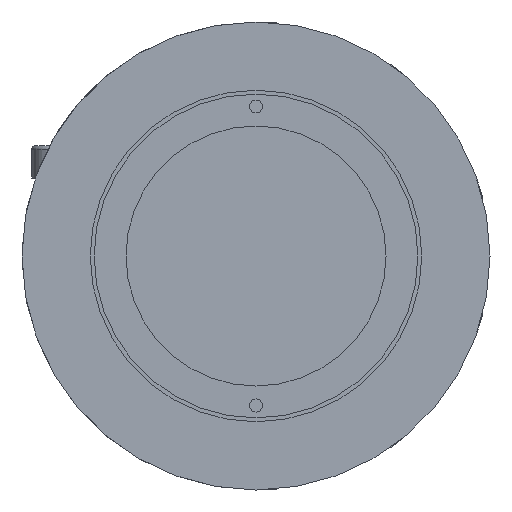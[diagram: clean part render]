
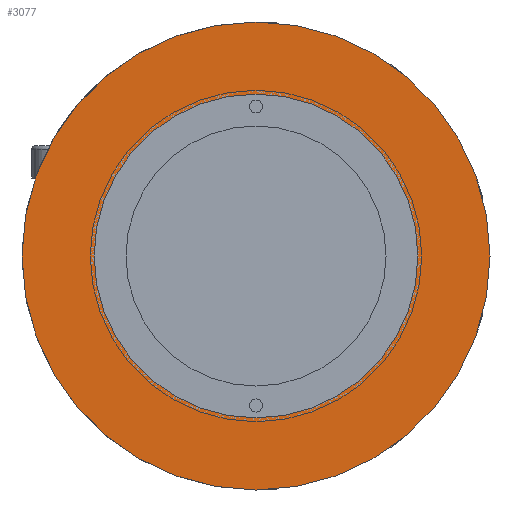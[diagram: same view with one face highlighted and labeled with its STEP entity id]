
A CAD part, left-side view. The second image highlights one B-rep face of the part: STEP entity #3077.
In plain terms, the highlighted planar face has unit normal (-1, 0, 0).
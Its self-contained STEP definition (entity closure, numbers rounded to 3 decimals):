
#134 = AXIS2_PLACEMENT_3D ( 'NONE', #1910, #448, #2152 ) ;
#265 = DIRECTION ( 'NONE',  ( 0., 0., -1. ) ) ;
#306 = EDGE_CURVE ( 'NONE', #2764, #2396, #1174, .T. ) ;
#448 = DIRECTION ( 'NONE',  ( -1., 0., 0. ) ) ;
#510 = CARTESIAN_POINT ( 'NONE',  ( 0., 18., 0. ) ) ;
#599 = FACE_OUTER_BOUND ( 'NONE', #872, .T. ) ;
#797 = AXIS2_PLACEMENT_3D ( 'NONE', #2465, #1033, #2712 ) ;
#832 = ORIENTED_EDGE ( 'NONE', *, *, #306, .T. ) ;
#833 = VERTEX_POINT ( 'NONE', #2112 ) ;
#872 = EDGE_LOOP ( 'NONE', ( #832, #1531 ) ) ;
#883 = CIRCLE ( 'NONE', #134, 18. ) ;
#890 = CARTESIAN_POINT ( 'NONE',  ( 0., 0., -18. ) ) ;
#920 = AXIS2_PLACEMENT_3D ( 'NONE', #1754, #1744, #1707 ) ;
#922 = CARTESIAN_POINT ( 'NONE',  ( 0., 0., 0. ) ) ;
#924 = CARTESIAN_POINT ( 'NONE',  ( 0., 0., -12.45 ) ) ;
#1019 = AXIS2_PLACEMENT_3D ( 'NONE', #510, #1742, #265 ) ;
#1033 = DIRECTION ( 'NONE',  ( -1., 0., 0. ) ) ;
#1166 = DIRECTION ( 'NONE',  ( 0., 0., 1. ) ) ;
#1174 = CIRCLE ( 'NONE', #920, 18. ) ;
#1236 = EDGE_CURVE ( 'NONE', #833, #2362, #1769, .T. ) ;
#1259 = FACE_BOUND ( 'NONE', #1360, .T. ) ;
#1360 = EDGE_LOOP ( 'NONE', ( #3105, #1709 ) ) ;
#1531 = ORIENTED_EDGE ( 'NONE', *, *, #1986, .T. ) ;
#1622 = EDGE_CURVE ( 'NONE', #2362, #833, #2749, .T. ) ;
#1707 = DIRECTION ( 'NONE',  ( 0., 0., 1. ) ) ;
#1709 = ORIENTED_EDGE ( 'NONE', *, *, #1622, .F. ) ;
#1714 = AXIS2_PLACEMENT_3D ( 'NONE', #922, #2607, #1166 ) ;
#1728 = PLANE ( 'NONE',  #1019 ) ;
#1742 = DIRECTION ( 'NONE',  ( 1., 0., 0. ) ) ;
#1744 = DIRECTION ( 'NONE',  ( -1., 0., 0. ) ) ;
#1754 = CARTESIAN_POINT ( 'NONE',  ( 0., 0., 0. ) ) ;
#1769 = CIRCLE ( 'NONE', #1714, 12.45 ) ;
#1910 = CARTESIAN_POINT ( 'NONE',  ( 0., 0., 0. ) ) ;
#1986 = EDGE_CURVE ( 'NONE', #2396, #2764, #883, .T. ) ;
#2001 = CARTESIAN_POINT ( 'NONE',  ( 0., 0., 18. ) ) ;
#2112 = CARTESIAN_POINT ( 'NONE',  ( 0., 0., 12.45 ) ) ;
#2152 = DIRECTION ( 'NONE',  ( 0., 0., 1. ) ) ;
#2362 = VERTEX_POINT ( 'NONE', #924 ) ;
#2396 = VERTEX_POINT ( 'NONE', #890 ) ;
#2465 = CARTESIAN_POINT ( 'NONE',  ( 0., 0., 0. ) ) ;
#2607 = DIRECTION ( 'NONE',  ( -1., 0., 0. ) ) ;
#2712 = DIRECTION ( 'NONE',  ( 0., 0., 1. ) ) ;
#2749 = CIRCLE ( 'NONE', #797, 12.45 ) ;
#2764 = VERTEX_POINT ( 'NONE', #2001 ) ;
#3077 = ADVANCED_FACE ( 'NONE', ( #1259, #599 ), #1728, .F. ) ;
#3105 = ORIENTED_EDGE ( 'NONE', *, *, #1236, .F. ) ;
